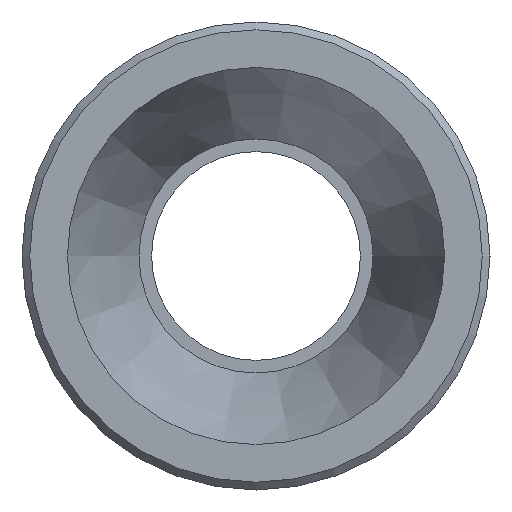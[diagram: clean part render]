
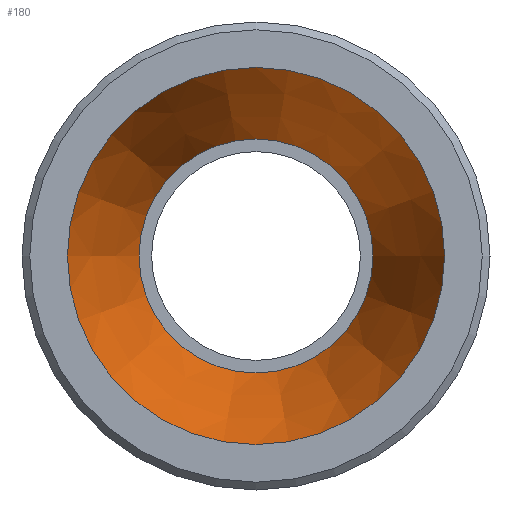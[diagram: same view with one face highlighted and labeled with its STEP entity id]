
A CAD part, left-side view. The second image highlights one B-rep face of the part: STEP entity #180.
In plain terms, the highlighted conical face has half-angle 21.028 degrees and reference radius 16.325 mm.
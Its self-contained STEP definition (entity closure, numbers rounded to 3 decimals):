
#24=CONICAL_SURFACE('',#222,16.325,0.367);
#34=FACE_OUTER_BOUND('',#50,.T.);
#50=EDGE_LOOP('',(#148,#149,#150,#151));
#61=LINE('',#328,#70);
#70=VECTOR('',#274,16.325);
#82=CIRCLE('',#221,12.5);
#83=CIRCLE('',#223,20.15);
#95=VERTEX_POINT('',#324);
#96=VERTEX_POINT('',#327);
#113=EDGE_CURVE('',#95,#95,#82,.T.);
#114=EDGE_CURVE('',#95,#96,#61,.T.);
#115=EDGE_CURVE('',#96,#96,#83,.T.);
#148=ORIENTED_EDGE('',*,*,#113,.T.);
#149=ORIENTED_EDGE('',*,*,#114,.T.);
#150=ORIENTED_EDGE('',*,*,#115,.F.);
#151=ORIENTED_EDGE('',*,*,#114,.F.);
#180=ADVANCED_FACE('',(#34),#24,.F.);
#221=AXIS2_PLACEMENT_3D('',#325,#270,#271);
#222=AXIS2_PLACEMENT_3D('',#326,#272,#273);
#223=AXIS2_PLACEMENT_3D('',#329,#275,#276);
#270=DIRECTION('center_axis',(1.,0.,0.));
#271=DIRECTION('ref_axis',(0.,0.,-1.));
#272=DIRECTION('center_axis',(-1.,0.,0.));
#273=DIRECTION('ref_axis',(0.,1.,0.));
#274=DIRECTION('',(-0.933,-0.359,0.));
#275=DIRECTION('center_axis',(1.,0.,0.));
#276=DIRECTION('ref_axis',(0.,0.,-1.));
#324=CARTESIAN_POINT('',(-19.35,-12.5,0.));
#325=CARTESIAN_POINT('Origin',(-19.35,0.,0.));
#326=CARTESIAN_POINT('Origin',(-29.3,0.,0.));
#327=CARTESIAN_POINT('',(-39.25,-20.15,0.));
#328=CARTESIAN_POINT('',(-29.3,-16.325,0.));
#329=CARTESIAN_POINT('Origin',(-39.25,0.,0.));
